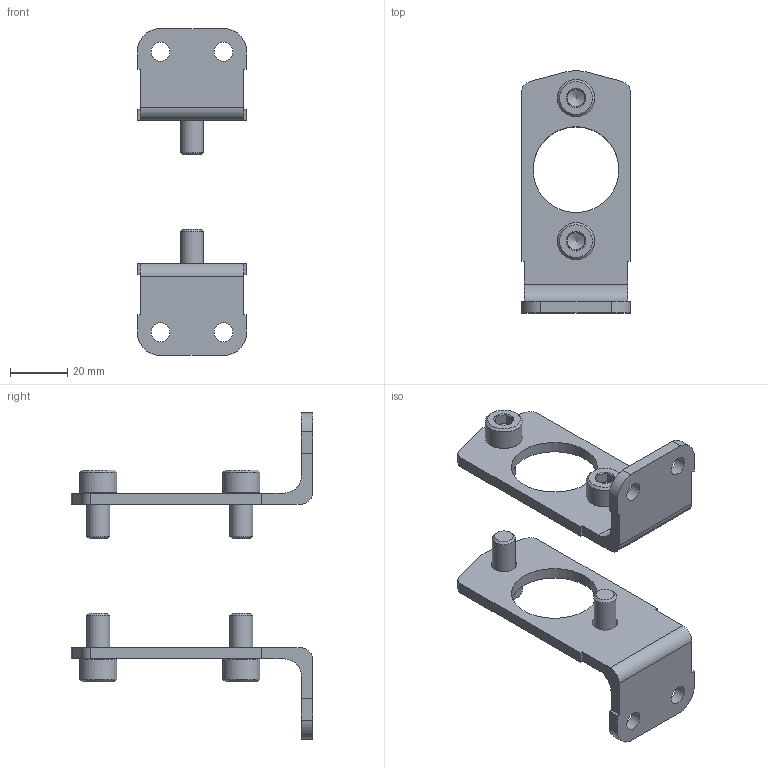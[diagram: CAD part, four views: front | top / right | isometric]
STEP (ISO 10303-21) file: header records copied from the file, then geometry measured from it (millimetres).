
FILE_DESCRIPTION(/* description */ ('STEP AP214'),/* implementation_level */ '2;1');
FILE_NAME(/* name */ '161809_HZF-50',/* time_stamp */ '2024-08-29T13:46:26+02:00',/* author */ ('License CC BY-ND 4.0'),/* organization */ ('CADENAS'),/* preprocessor_version */ 'ST-DEVELOPER v19.3',/* originating_system */ 'PARTsolutions',/* authorisation */ ' ');
FILE_SCHEMA (('AUTOMOTIVE_DESIGN {1 0 10303 214 3 1 1}'));
Length unit declared in the file: millimetre
Products named in the file (3): 161809 HZF-50---(50); 161809 HZF-50---(F); DIN-912 - M8x16(F)
Assembly tree (6 placements, depth 2):
  161809 HZF-50---(50)
    161809 HZF-50---(F)  x2
    DIN-912 - M8x16(F)  x4
Bounding box: 38 x 84.51 x 114 mm (x, y, z)
Volume: 32705.4 mm3; surface area: 20522.9 mm2
Topology: 6 solids, 6 shells, 170 faces, 380 edges, 226 vertices
Faces by surface type: plane 94, cone 44, cylinder 32
Full cylindrical faces by diameter (mm): 6.6 x4, 8 x4, 9 x4, 13 x4, 30 x2
Entity records: 1685 total; most frequent: CARTESIAN_POINT 293, DIRECTION 286, ORIENTED_EDGE 240, EDGE_CURVE 120, AXIS2_PLACEMENT_3D 108, VERTEX_POINT 81, FACE_BOUND 81, EDGE_LOOP 80
